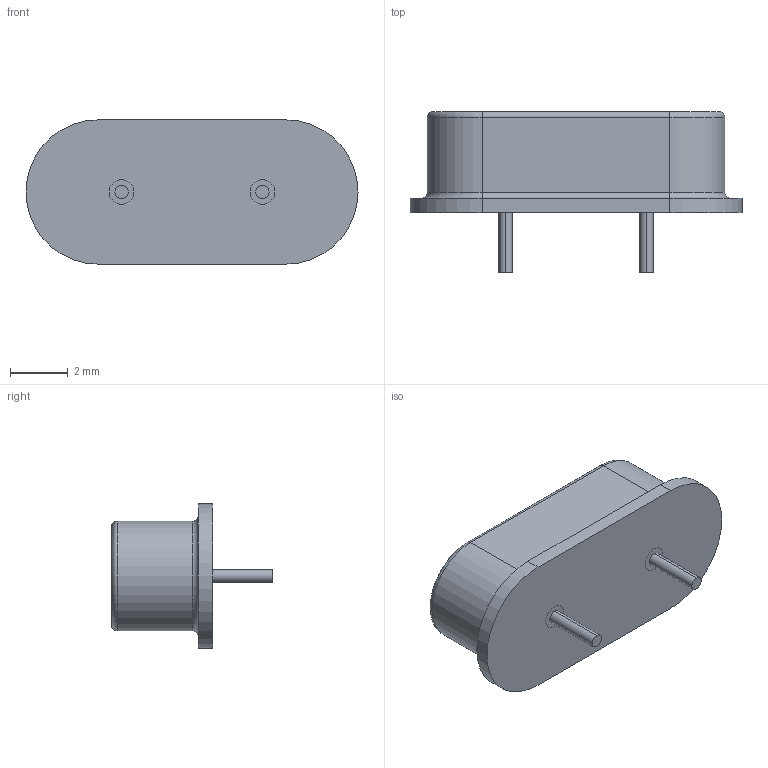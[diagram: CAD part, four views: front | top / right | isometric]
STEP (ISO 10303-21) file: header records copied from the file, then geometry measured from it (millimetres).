
FILE_DESCRIPTION (( 'STEP AP214' ), '1' );
FILE_NAME ('ABRACON_ABL-8.000MHZ-B2.STEP', '2015-04-12T22:44:26', ( '' ), ( '' ), '', '', '' );
FILE_SCHEMA (( '' ));
Length unit declared in the file: millimetre
Products named in the file (1): ABRACON_ABL-8.000MHZ-B2
Bounding box: 11.5 x 5.57 x 5 mm (x, y, z)
Volume: 134.9 mm3; surface area: 205.7 mm2
Topology: 5 solids, 5 shells, 163 faces, 394 edges, 260 vertices
Faces by surface type: plane 73, bspline 62, cylinder 24, torus 4
Entity records: 8980 total; most frequent: CARTESIAN_POINT 4248, ORIENTED_EDGE 788, DIRECTION 526, EDGE_CURVE 394, VERTEX_POINT 260, LINE 218, VECTOR 218, EDGE_LOOP 186
